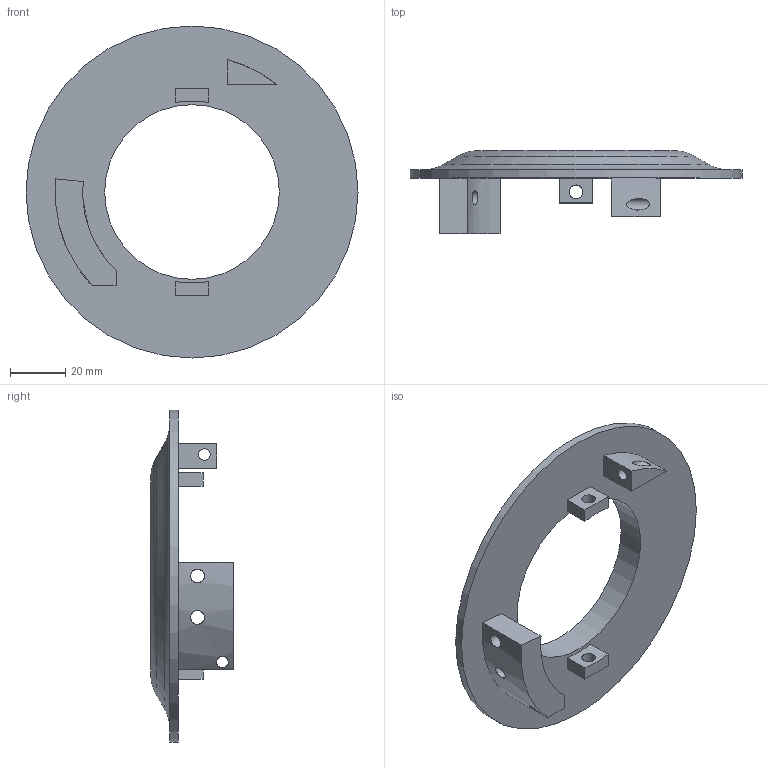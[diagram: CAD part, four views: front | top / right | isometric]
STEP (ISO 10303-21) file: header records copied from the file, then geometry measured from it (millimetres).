
FILE_DESCRIPTION(('STEP AP203'),'1');
FILE_NAME('Assemblage.stp','2022-11-30T13:18:28',(' '),(' '),'Spatial InterOp 3D',' ',' ');
FILE_SCHEMA(('CONFIG_CONTROL_DESIGN'));
Length unit declared in the file: millimetre
Products named in the file (5): Assemblage; Pièce; pièce Usinée
Assembly tree (4 placements, depth 2):
  Assemblage
    Pièce
    Pièce
    Pièce
    pièce Usinée
Bounding box: 120.2 x 30 x 120.2 mm (x, y, z)
Volume: 58082.4 mm3; surface area: 25029.3 mm2
Topology: 5 solids, 5 shells, 38 faces, 82 edges, 55 vertices
Faces by surface type: plane 22, cylinder 13, torus 2, cone 1
Full cylindrical faces by diameter (mm): 4.2 x2, 5 x4, 63.2 x1, 120.2 x1
Entity records: 1840 total; most frequent: CARTESIAN_POINT 645, DIRECTION 168, ORIENTED_EDGE 136, EDGE_CURVE 68, AXIS2_PLACEMENT_3D 65, EDGE_LOOP 64, VERTEX_POINT 52, FACE_OUTER_BOUND 48
